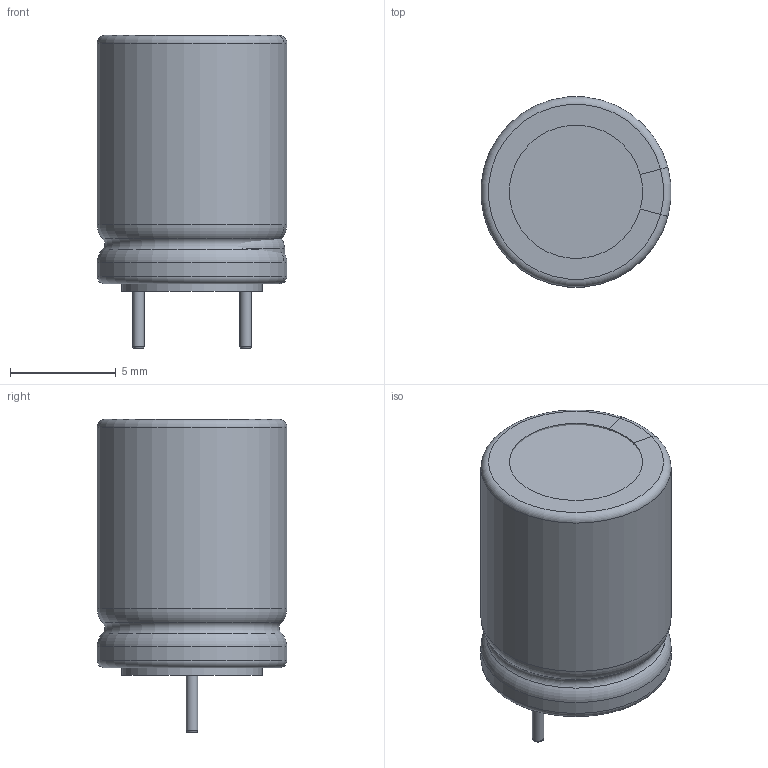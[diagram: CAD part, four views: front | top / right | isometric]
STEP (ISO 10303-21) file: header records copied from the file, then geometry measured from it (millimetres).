
FILE_DESCRIPTION(/* description */ (''),/* implementation_level */ '2;1');
FILE_NAME(/* name */ 'ECAP_R_D9_H12_PinD0.6_P5_black.step',/* time_stamp */ '2021-12-17T11:23:34+06:00',/* author */ (''),/* organization */ (''),/* preprocessor_version */ 'ST-DEVELOPER v18.1',/* originating_system */ 'Autodesk Translation Framework v10.10.0.1391',/* authorisation */ '');
FILE_SCHEMA (('AUTOMOTIVE_DESIGN { 1 0 10303 214 3 1 1 }'));
Length unit declared in the file: millimetre
Products named in the file (7): ECAP_R_D9_H12_PinD0.6_P5_black; ECAP_R_D10_H9_PinD0.6_P5_black; Pin; Seal; Can; Main_cover_black_10-10-10; Negative_cover
Assembly tree (6 placements, depth 3):
  ECAP_R_D9_H12_PinD0.6_P5_black
    ECAP_R_D10_H9_PinD0.6_P5_black
      Pin
      Seal
      Can
      Main_cover_black_10-10-10
      Negative_cover
Bounding box: 8.97 x 8.97 x 14.8 mm (x, y, z)
Volume: 456.9 mm3; surface area: 1460.2 mm2
Topology: 6 solids, 6 shells, 78 faces, 175 edges, 112 vertices
Faces by surface type: torus 34, cylinder 21, plane 21, cone 2
Full cylindrical faces by diameter (mm): 0.54 x2, 5.994 x1, 6.66 x1, 7.614 x2, 7.938 x2, 8.46 x1
Entity records: 2469 total; most frequent: DIRECTION 483, CARTESIAN_POINT 378, ORIENTED_EDGE 350, AXIS2_PLACEMENT_3D 217, EDGE_CURVE 175, CIRCLE 126, VERTEX_POINT 112, EDGE_LOOP 81
